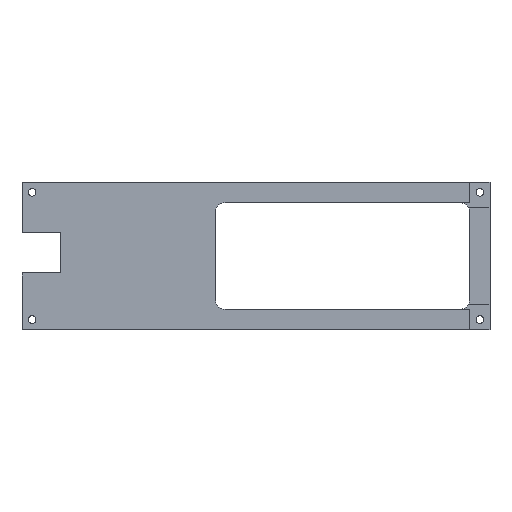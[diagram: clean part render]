
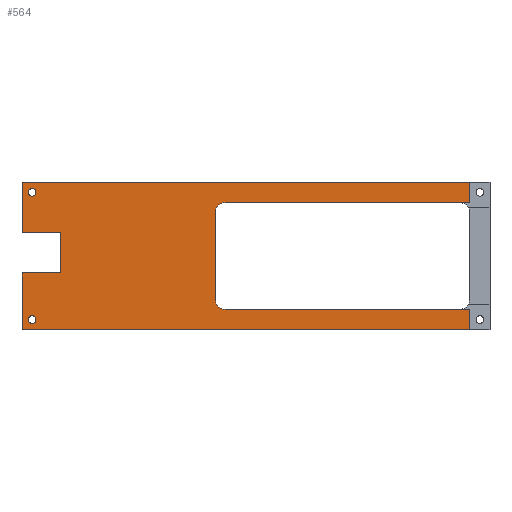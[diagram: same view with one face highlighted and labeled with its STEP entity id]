
A CAD part, top view. The second image highlights one B-rep face of the part: STEP entity #564.
In plain terms, the highlighted planar face has unit normal (0, 0, 1).
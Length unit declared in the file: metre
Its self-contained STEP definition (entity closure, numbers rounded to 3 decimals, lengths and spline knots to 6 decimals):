
#20=CIRCLE('',#607,0.0015);
#21=CIRCLE('',#608,0.0015);
#22=CIRCLE('',#609,0.004);
#23=CIRCLE('',#610,0.004);
#42=ORIENTED_EDGE('',*,*,#202,.F.);
#43=ORIENTED_EDGE('',*,*,#203,.F.);
#44=ORIENTED_EDGE('',*,*,#204,.T.);
#45=ORIENTED_EDGE('',*,*,#205,.T.);
#46=ORIENTED_EDGE('',*,*,#206,.T.);
#47=ORIENTED_EDGE('',*,*,#207,.F.);
#48=ORIENTED_EDGE('',*,*,#201,.T.);
#49=ORIENTED_EDGE('',*,*,#208,.T.);
#50=ORIENTED_EDGE('',*,*,#209,.F.);
#51=ORIENTED_EDGE('',*,*,#210,.F.);
#52=ORIENTED_EDGE('',*,*,#211,.T.);
#53=ORIENTED_EDGE('',*,*,#212,.F.);
#54=ORIENTED_EDGE('',*,*,#213,.T.);
#55=ORIENTED_EDGE('',*,*,#214,.T.);
#56=ORIENTED_EDGE('',*,*,#215,.T.);
#57=ORIENTED_EDGE('',*,*,#216,.F.);
#201=EDGE_CURVE('',#279,#281,#337,.T.);
#202=EDGE_CURVE('',#282,#282,#20,.T.);
#203=EDGE_CURVE('',#283,#283,#21,.T.);
#204=EDGE_CURVE('',#284,#285,#338,.T.);
#205=EDGE_CURVE('',#285,#286,#339,.T.);
#206=EDGE_CURVE('',#286,#287,#340,.T.);
#207=EDGE_CURVE('',#279,#287,#341,.T.);
#208=EDGE_CURVE('',#281,#288,#342,.T.);
#209=EDGE_CURVE('',#289,#288,#343,.T.);
#210=EDGE_CURVE('',#290,#289,#344,.T.);
#211=EDGE_CURVE('',#290,#291,#22,.F.);
#212=EDGE_CURVE('',#292,#291,#345,.T.);
#213=EDGE_CURVE('',#292,#293,#23,.F.);
#214=EDGE_CURVE('',#293,#294,#346,.T.);
#215=EDGE_CURVE('',#294,#295,#347,.T.);
#216=EDGE_CURVE('',#284,#295,#348,.T.);
#279=VERTEX_POINT('',#814);
#281=VERTEX_POINT('',#818);
#282=VERTEX_POINT('',#822);
#283=VERTEX_POINT('',#824);
#284=VERTEX_POINT('',#826);
#285=VERTEX_POINT('',#827);
#286=VERTEX_POINT('',#829);
#287=VERTEX_POINT('',#831);
#288=VERTEX_POINT('',#834);
#289=VERTEX_POINT('',#836);
#290=VERTEX_POINT('',#838);
#291=VERTEX_POINT('',#840);
#292=VERTEX_POINT('',#842);
#293=VERTEX_POINT('',#844);
#294=VERTEX_POINT('',#846);
#295=VERTEX_POINT('',#848);
#337=LINE('',#819,#399);
#338=LINE('',#825,#400);
#339=LINE('',#828,#401);
#340=LINE('',#830,#402);
#341=LINE('',#832,#403);
#342=LINE('',#833,#404);
#343=LINE('',#835,#405);
#344=LINE('',#837,#406);
#345=LINE('',#841,#407);
#346=LINE('',#845,#408);
#347=LINE('',#847,#409);
#348=LINE('',#849,#410);
#399=VECTOR('',#659,1.);
#400=VECTOR('',#666,1.);
#401=VECTOR('',#667,1.);
#402=VECTOR('',#668,1.);
#403=VECTOR('',#669,1.);
#404=VECTOR('',#670,1.);
#405=VECTOR('',#671,1.);
#406=VECTOR('',#672,1.);
#407=VECTOR('',#675,1.);
#408=VECTOR('',#678,1.);
#409=VECTOR('',#679,1.);
#410=VECTOR('',#680,1.);
#459=EDGE_LOOP('',(#42));
#460=EDGE_LOOP('',(#43));
#461=EDGE_LOOP('',(#44,#45,#46,#47,#48,#49,#50,#51,#52,#53,#54,#55,#56,
#57));
#501=FACE_BOUND('',#459,.T.);
#502=FACE_BOUND('',#460,.T.);
#503=FACE_BOUND('',#461,.T.);
#543=PLANE('',#606);
#564=ADVANCED_FACE('',(#501,#502,#503),#543,.T.);
#606=AXIS2_PLACEMENT_3D('',#820,#660,#661);
#607=AXIS2_PLACEMENT_3D('',#821,#662,#663);
#608=AXIS2_PLACEMENT_3D('',#823,#664,#665);
#609=AXIS2_PLACEMENT_3D('',#839,#673,#674);
#610=AXIS2_PLACEMENT_3D('',#843,#676,#677);
#659=DIRECTION('',(0.,-1.,0.));
#660=DIRECTION('',(0.,0.,1.));
#661=DIRECTION('',(1.,0.,0.));
#662=DIRECTION('',(0.,0.,1.));
#663=DIRECTION('',(1.,0.,0.));
#664=DIRECTION('',(0.,0.,1.));
#665=DIRECTION('',(1.,0.,0.));
#666=DIRECTION('',(0.,-1.,0.));
#667=DIRECTION('',(1.,0.,0.));
#668=DIRECTION('',(0.,-1.,0.));
#669=DIRECTION('',(1.,0.,0.));
#670=DIRECTION('',(1.,0.,0.));
#671=DIRECTION('',(0.,-1.,0.));
#672=DIRECTION('',(1.,0.,0.));
#673=DIRECTION('',(0.,0.,1.));
#674=DIRECTION('',(1.,0.,0.));
#675=DIRECTION('',(0.,-1.,0.));
#676=DIRECTION('',(0.,0.,1.));
#677=DIRECTION('',(1.,0.,0.));
#678=DIRECTION('',(1.,0.,0.));
#679=DIRECTION('',(0.,1.,0.));
#680=DIRECTION('',(1.,0.,0.));
#814=CARTESIAN_POINT('',(-0.049188,-0.009335,0.005));
#818=CARTESIAN_POINT('',(-0.049188,-0.031658,0.005));
#819=CARTESIAN_POINT('',(-0.049188,-0.002658,0.005));
#820=CARTESIAN_POINT('',(0.042812,-0.002658,0.005));
#821=CARTESIAN_POINT('',(-0.045188,0.022342,0.005));
#822=CARTESIAN_POINT('',(-0.043688,0.022342,0.005));
#823=CARTESIAN_POINT('',(-0.045188,-0.027658,0.005));
#824=CARTESIAN_POINT('',(-0.043688,-0.027658,0.005));
#825=CARTESIAN_POINT('',(-0.049188,-0.002658,0.005));
#826=CARTESIAN_POINT('',(-0.049188,0.026342,0.005));
#827=CARTESIAN_POINT('',(-0.049188,0.006665,0.005));
#828=CARTESIAN_POINT('',(-0.041688,0.006665,0.005));
#829=CARTESIAN_POINT('',(-0.034188,0.006665,0.005));
#830=CARTESIAN_POINT('',(-0.034188,-0.001335,0.005));
#831=CARTESIAN_POINT('',(-0.034188,-0.009335,0.005));
#832=CARTESIAN_POINT('',(-0.041688,-0.009335,0.005));
#833=CARTESIAN_POINT('',(0.042812,-0.031658,0.005));
#834=CARTESIAN_POINT('',(0.126812,-0.031658,0.005));
#835=CARTESIAN_POINT('',(0.126812,-0.002658,0.005));
#836=CARTESIAN_POINT('',(0.126812,-0.023658,0.005));
#837=CARTESIAN_POINT('',(0.076812,-0.023658,0.005));
#838=CARTESIAN_POINT('',(0.030812,-0.023658,0.005));
#839=CARTESIAN_POINT('',(0.030812,-0.019658,0.005));
#840=CARTESIAN_POINT('',(0.026812,-0.019658,0.005));
#841=CARTESIAN_POINT('',(0.026812,-0.002658,0.005));
#842=CARTESIAN_POINT('',(0.026812,0.014342,0.005));
#843=CARTESIAN_POINT('',(0.030812,0.014342,0.005));
#844=CARTESIAN_POINT('',(0.030812,0.018342,0.005));
#845=CARTESIAN_POINT('',(0.076812,0.018342,0.005));
#846=CARTESIAN_POINT('',(0.126812,0.018342,0.005));
#847=CARTESIAN_POINT('',(0.126812,0.022342,0.005));
#848=CARTESIAN_POINT('',(0.126812,0.026342,0.005));
#849=CARTESIAN_POINT('',(0.042812,0.026342,0.005));
